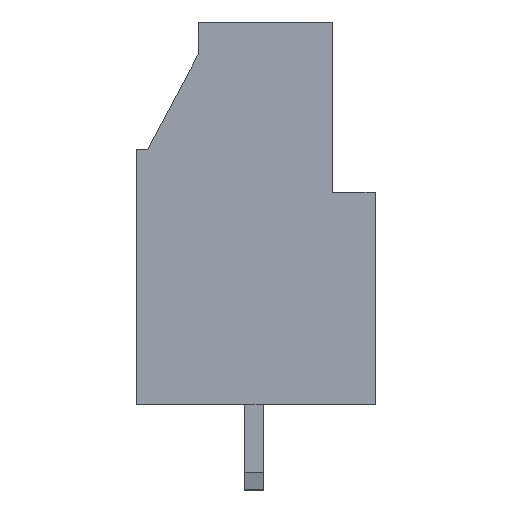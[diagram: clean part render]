
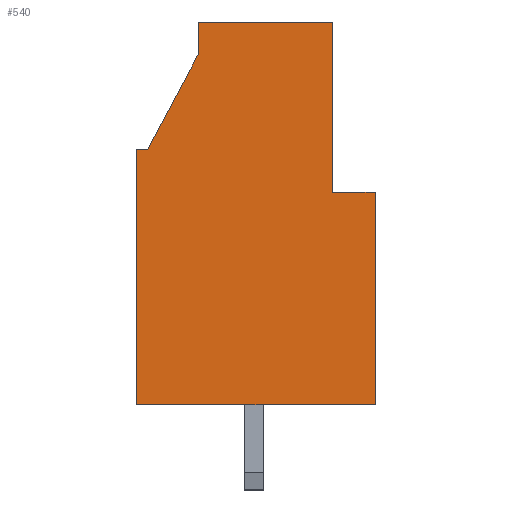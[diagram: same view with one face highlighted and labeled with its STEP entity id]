
A CAD part, front view. The second image highlights one B-rep face of the part: STEP entity #540.
In plain terms, the highlighted planar face has unit normal (0, -1, 0).
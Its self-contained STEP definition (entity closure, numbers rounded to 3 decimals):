
#540 = ADVANCED_FACE( '', ( #1105 ), #1106, .F. );
#1105 = FACE_OUTER_BOUND( '', #1714, .T. );
#1106 = PLANE( '', #1715 );
#1714 = EDGE_LOOP( '', ( #3103, #3104, #3105, #3106, #3107, #3108, #3109, #3110, #3111 ) );
#1715 = AXIS2_PLACEMENT_3D( '', #3112, #3113, #3114 );
#3103 = ORIENTED_EDGE( '', *, *, #3757, .F. );
#3104 = ORIENTED_EDGE( '', *, *, #4313, .F. );
#3105 = ORIENTED_EDGE( '', *, *, #4036, .F. );
#3106 = ORIENTED_EDGE( '', *, *, #4151, .F. );
#3107 = ORIENTED_EDGE( '', *, *, #4281, .F. );
#3108 = ORIENTED_EDGE( '', *, *, #4206, .T. );
#3109 = ORIENTED_EDGE( '', *, *, #4314, .F. );
#3110 = ORIENTED_EDGE( '', *, *, #4290, .T. );
#3111 = ORIENTED_EDGE( '', *, *, #3890, .F. );
#3112 = CARTESIAN_POINT( '', ( 12.134, -2.5, 19.8 ) );
#3113 = DIRECTION( '', ( 0., 1., 0. ) );
#3114 = DIRECTION( '', ( 1., 0., 0. ) );
#3757 = EDGE_CURVE( '', #4490, #4486, #4492, .T. );
#3890 = EDGE_CURVE( '', #4486, #4725, #4726, .T. );
#4036 = EDGE_CURVE( '', #4963, #4965, #4966, .T. );
#4151 = EDGE_CURVE( '', #5137, #4963, #5139, .T. );
#4206 = EDGE_CURVE( '', #5213, #5211, #5214, .T. );
#4281 = EDGE_CURVE( '', #5213, #5137, #5305, .T. );
#4290 = EDGE_CURVE( '', #5314, #4725, #5316, .T. );
#4313 = EDGE_CURVE( '', #4965, #4490, #5345, .T. );
#4314 = EDGE_CURVE( '', #5314, #5211, #5346, .T. );
#4486 = VERTEX_POINT( '', #5552 );
#4490 = VERTEX_POINT( '', #5558 );
#4492 = LINE( '', #5561, #5562 );
#4725 = VERTEX_POINT( '', #5898 );
#4726 = LINE( '', #5899, #5900 );
#4963 = VERTEX_POINT( '', #6242 );
#4965 = VERTEX_POINT( '', #6245 );
#4966 = LINE( '', #6246, #6247 );
#5137 = VERTEX_POINT( '', #6504 );
#5139 = LINE( '', #6507, #6508 );
#5211 = VERTEX_POINT( '', #6615 );
#5213 = VERTEX_POINT( '', #6618 );
#5214 = LINE( '', #6619, #6620 );
#5305 = LINE( '', #6761, #6762 );
#5314 = VERTEX_POINT( '', #6774 );
#5316 = LINE( '', #6777, #6778 );
#5345 = LINE( '', #6821, #6822 );
#5346 = LINE( '', #6823, #6824 );
#5552 = CARTESIAN_POINT( '', ( 9.2, -2.5, 10. ) );
#5558 = CARTESIAN_POINT( '', ( 9.2, -2.5, 18. ) );
#5561 = CARTESIAN_POINT( '', ( 9.2, -2.5, 18. ) );
#5562 = VECTOR( '', #7044, 1000. );
#5898 = CARTESIAN_POINT( '', ( 11.2, -2.5, 10. ) );
#5899 = CARTESIAN_POINT( '', ( 9.038, -2.5, 10. ) );
#5900 = VECTOR( '', #7166, 1000. );
#6242 = CARTESIAN_POINT( '', ( 2.9, -2.5, 16.5 ) );
#6245 = CARTESIAN_POINT( '', ( 2.9, -2.5, 18. ) );
#6246 = CARTESIAN_POINT( '', ( 2.9, -2.5, -1. ) );
#6247 = VECTOR( '', #7303, 1000. );
#6504 = CARTESIAN_POINT( '', ( 0.5, -2.5, 12. ) );
#6507 = CARTESIAN_POINT( '', ( -6.433, -2.5, -1. ) );
#6508 = VECTOR( '', #7403, 1000. );
#6615 = CARTESIAN_POINT( '', ( 0., -2.5, 0. ) );
#6618 = CARTESIAN_POINT( '', ( 0., -2.5, 12. ) );
#6619 = CARTESIAN_POINT( '', ( 0., -2.5, -1. ) );
#6620 = VECTOR( '', #7449, 1000. );
#6761 = CARTESIAN_POINT( '', ( 5.35, -2.5, 12. ) );
#6762 = VECTOR( '', #7503, 1000. );
#6774 = CARTESIAN_POINT( '', ( 11.2, -2.5, 0. ) );
#6777 = CARTESIAN_POINT( '', ( 11.2, -2.5, -1. ) );
#6778 = VECTOR( '', #7508, 1000. );
#6821 = CARTESIAN_POINT( '', ( 5.35, -2.5, 18. ) );
#6822 = VECTOR( '', #7523, 1000. );
#6823 = CARTESIAN_POINT( '', ( 5.35, -2.5, 0. ) );
#6824 = VECTOR( '', #7524, 1000. );
#7044 = DIRECTION( '', ( 0., 0., -1. ) );
#7166 = DIRECTION( '', ( 1., 0., 0. ) );
#7303 = DIRECTION( '', ( 0., 0., 1. ) );
#7403 = DIRECTION( '', ( 0.471, 0., 0.882 ) );
#7449 = DIRECTION( '', ( 0., 0., -1. ) );
#7503 = DIRECTION( '', ( 1., 0., 0. ) );
#7508 = DIRECTION( '', ( 0., 0., 1. ) );
#7523 = DIRECTION( '', ( 1., 0., 0. ) );
#7524 = DIRECTION( '', ( -1., 0., 0. ) );
